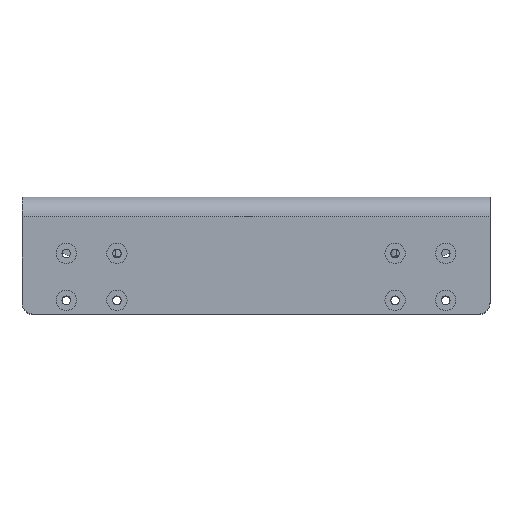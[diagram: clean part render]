
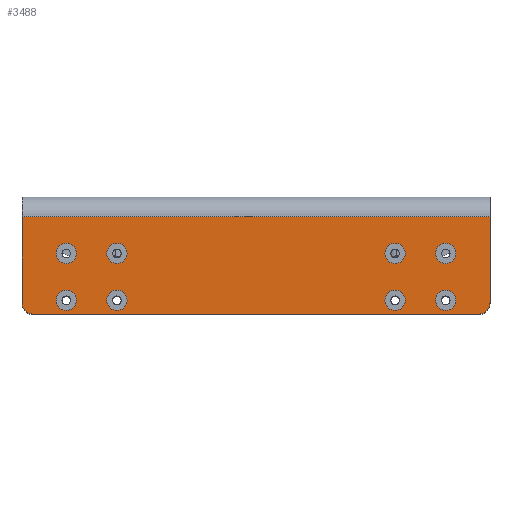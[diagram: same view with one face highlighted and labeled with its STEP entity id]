
A CAD part, top view. The second image highlights one B-rep face of the part: STEP entity #3488.
In plain terms, the highlighted planar face has unit normal (0, 0, 1).
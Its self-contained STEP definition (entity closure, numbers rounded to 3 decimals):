
#51=FACE_BOUND('',#656,.T.);
#52=FACE_BOUND('',#657,.T.);
#53=FACE_BOUND('',#658,.T.);
#54=FACE_BOUND('',#659,.T.);
#55=FACE_BOUND('',#660,.T.);
#56=FACE_BOUND('',#661,.T.);
#57=FACE_BOUND('',#662,.T.);
#58=FACE_BOUND('',#663,.T.);
#164=CIRCLE('',#3733,3.);
#165=CIRCLE('',#3734,3.);
#166=CIRCLE('',#3735,2.6);
#167=CIRCLE('',#3736,2.6);
#168=CIRCLE('',#3737,2.6);
#169=CIRCLE('',#3738,2.6);
#170=CIRCLE('',#3739,2.6);
#171=CIRCLE('',#3740,2.6);
#172=CIRCLE('',#3741,2.6);
#173=CIRCLE('',#3742,2.6);
#436=FACE_OUTER_BOUND('',#655,.T.);
#655=EDGE_LOOP('',(#2480,#2481,#2482,#2483,#2484,#2485));
#656=EDGE_LOOP('',(#2486));
#657=EDGE_LOOP('',(#2487));
#658=EDGE_LOOP('',(#2488));
#659=EDGE_LOOP('',(#2489));
#660=EDGE_LOOP('',(#2490));
#661=EDGE_LOOP('',(#2491));
#662=EDGE_LOOP('',(#2492));
#663=EDGE_LOOP('',(#2493));
#971=LINE('',#5304,#1272);
#972=LINE('',#5308,#1273);
#973=LINE('',#5312,#1274);
#980=LINE('',#5332,#1281);
#1272=VECTOR('',#4208,10.);
#1273=VECTOR('',#4213,10.);
#1274=VECTOR('',#4218,10.);
#1281=VECTOR('',#4233,10.);
#1580=VERTEX_POINT('',#5301);
#1581=VERTEX_POINT('',#5303);
#1582=VERTEX_POINT('',#5307);
#1583=VERTEX_POINT('',#5311);
#1591=VERTEX_POINT('',#5329);
#1592=VERTEX_POINT('',#5331);
#1593=VERTEX_POINT('',#5334);
#1594=VERTEX_POINT('',#5336);
#1595=VERTEX_POINT('',#5338);
#1596=VERTEX_POINT('',#5340);
#1597=VERTEX_POINT('',#5342);
#1598=VERTEX_POINT('',#5344);
#1599=VERTEX_POINT('',#5346);
#1600=VERTEX_POINT('',#5348);
#1927=EDGE_CURVE('',#1580,#1581,#971,.T.);
#1929=EDGE_CURVE('',#1581,#1582,#972,.T.);
#1931=EDGE_CURVE('',#1583,#1582,#973,.T.);
#1940=EDGE_CURVE('',#1591,#1580,#164,.T.);
#1941=EDGE_CURVE('',#1591,#1592,#980,.T.);
#1942=EDGE_CURVE('',#1583,#1592,#165,.T.);
#1943=EDGE_CURVE('',#1593,#1593,#166,.T.);
#1944=EDGE_CURVE('',#1594,#1594,#167,.T.);
#1945=EDGE_CURVE('',#1595,#1595,#168,.T.);
#1946=EDGE_CURVE('',#1596,#1596,#169,.T.);
#1947=EDGE_CURVE('',#1597,#1597,#170,.T.);
#1948=EDGE_CURVE('',#1598,#1598,#171,.T.);
#1949=EDGE_CURVE('',#1599,#1599,#172,.T.);
#1950=EDGE_CURVE('',#1600,#1600,#173,.T.);
#2480=ORIENTED_EDGE('',*,*,#1929,.F.);
#2481=ORIENTED_EDGE('',*,*,#1927,.F.);
#2482=ORIENTED_EDGE('',*,*,#1940,.F.);
#2483=ORIENTED_EDGE('',*,*,#1941,.T.);
#2484=ORIENTED_EDGE('',*,*,#1942,.F.);
#2485=ORIENTED_EDGE('',*,*,#1931,.T.);
#2486=ORIENTED_EDGE('',*,*,#1943,.T.);
#2487=ORIENTED_EDGE('',*,*,#1944,.T.);
#2488=ORIENTED_EDGE('',*,*,#1945,.T.);
#2489=ORIENTED_EDGE('',*,*,#1946,.T.);
#2490=ORIENTED_EDGE('',*,*,#1947,.T.);
#2491=ORIENTED_EDGE('',*,*,#1948,.T.);
#2492=ORIENTED_EDGE('',*,*,#1949,.T.);
#2493=ORIENTED_EDGE('',*,*,#1950,.T.);
#3370=PLANE('',#3732);
#3488=ADVANCED_FACE('',(#436,#51,#52,#53,#54,#55,#56,#57,#58),#3370,.T.);
#3732=AXIS2_PLACEMENT_3D('',#5328,#4229,#4230);
#3733=AXIS2_PLACEMENT_3D('',#5330,#4231,#4232);
#3734=AXIS2_PLACEMENT_3D('',#5333,#4234,#4235);
#3735=AXIS2_PLACEMENT_3D('',#5335,#4236,#4237);
#3736=AXIS2_PLACEMENT_3D('',#5337,#4238,#4239);
#3737=AXIS2_PLACEMENT_3D('',#5339,#4240,#4241);
#3738=AXIS2_PLACEMENT_3D('',#5341,#4242,#4243);
#3739=AXIS2_PLACEMENT_3D('',#5343,#4244,#4245);
#3740=AXIS2_PLACEMENT_3D('',#5345,#4246,#4247);
#3741=AXIS2_PLACEMENT_3D('',#5347,#4248,#4249);
#3742=AXIS2_PLACEMENT_3D('',#5349,#4250,#4251);
#4208=DIRECTION('',(0.,1.,0.));
#4213=DIRECTION('',(1.,0.,0.));
#4218=DIRECTION('',(0.,1.,0.));
#4229=DIRECTION('center_axis',(0.,0.,1.));
#4230=DIRECTION('ref_axis',(1.,0.,0.));
#4231=DIRECTION('center_axis',(0.,0.,-1.));
#4232=DIRECTION('ref_axis',(-0.707,-0.707,0.));
#4233=DIRECTION('',(1.,0.,0.));
#4234=DIRECTION('center_axis',(0.,0.,-1.));
#4235=DIRECTION('ref_axis',(0.707,-0.707,0.));
#4236=DIRECTION('center_axis',(0.,0.,-1.));
#4237=DIRECTION('ref_axis',(1.,0.,0.));
#4238=DIRECTION('center_axis',(0.,0.,-1.));
#4239=DIRECTION('ref_axis',(1.,0.,0.));
#4240=DIRECTION('center_axis',(0.,0.,-1.));
#4241=DIRECTION('ref_axis',(1.,0.,0.));
#4242=DIRECTION('center_axis',(0.,0.,-1.));
#4243=DIRECTION('ref_axis',(1.,0.,0.));
#4244=DIRECTION('center_axis',(0.,0.,-1.));
#4245=DIRECTION('ref_axis',(1.,0.,0.));
#4246=DIRECTION('center_axis',(0.,0.,-1.));
#4247=DIRECTION('ref_axis',(1.,0.,0.));
#4248=DIRECTION('center_axis',(0.,0.,-1.));
#4249=DIRECTION('ref_axis',(1.,0.,0.));
#4250=DIRECTION('center_axis',(0.,0.,-1.));
#4251=DIRECTION('ref_axis',(1.,0.,0.));
#5301=CARTESIAN_POINT('',(-60.,-29.,53.875));
#5303=CARTESIAN_POINT('',(-60.,-7.,53.875));
#5304=CARTESIAN_POINT('',(-60.,-2.5,53.875));
#5307=CARTESIAN_POINT('',(60.,-7.,53.875));
#5308=CARTESIAN_POINT('',(30.,-7.,53.875));
#5311=CARTESIAN_POINT('',(60.,-29.,53.875));
#5312=CARTESIAN_POINT('',(60.,-32.,53.875));
#5328=CARTESIAN_POINT('Origin',(0.,-21.,53.875));
#5329=CARTESIAN_POINT('',(-57.,-32.,53.875));
#5330=CARTESIAN_POINT('Origin',(-57.,-29.,53.875));
#5331=CARTESIAN_POINT('',(57.,-32.,53.875));
#5332=CARTESIAN_POINT('',(-60.,-32.,53.875));
#5333=CARTESIAN_POINT('Origin',(57.,-29.,53.875));
#5334=CARTESIAN_POINT('',(46.05,-16.45,53.875));
#5335=CARTESIAN_POINT('Origin',(48.65,-16.45,53.875));
#5336=CARTESIAN_POINT('',(-51.25,-16.45,53.875));
#5337=CARTESIAN_POINT('Origin',(-48.65,-16.45,53.875));
#5338=CARTESIAN_POINT('',(46.05,-28.45,53.875));
#5339=CARTESIAN_POINT('Origin',(48.65,-28.45,53.875));
#5340=CARTESIAN_POINT('',(-38.25,-16.45,53.875));
#5341=CARTESIAN_POINT('Origin',(-35.65,-16.45,53.875));
#5342=CARTESIAN_POINT('',(-51.25,-28.45,53.875));
#5343=CARTESIAN_POINT('Origin',(-48.65,-28.45,53.875));
#5344=CARTESIAN_POINT('',(33.05,-16.45,53.875));
#5345=CARTESIAN_POINT('Origin',(35.65,-16.45,53.875));
#5346=CARTESIAN_POINT('',(33.05,-28.45,53.875));
#5347=CARTESIAN_POINT('Origin',(35.65,-28.45,53.875));
#5348=CARTESIAN_POINT('',(-38.25,-28.45,53.875));
#5349=CARTESIAN_POINT('Origin',(-35.65,-28.45,53.875));
